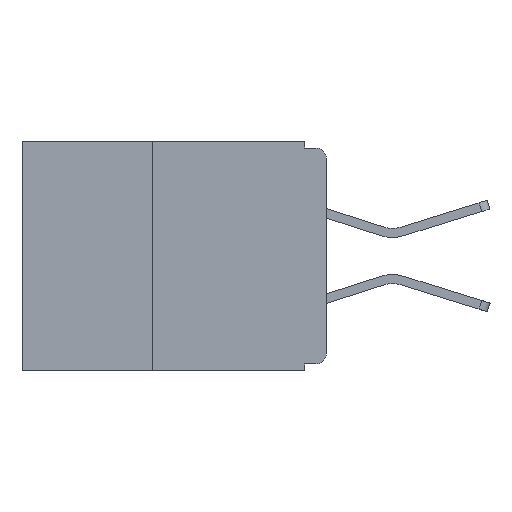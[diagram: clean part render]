
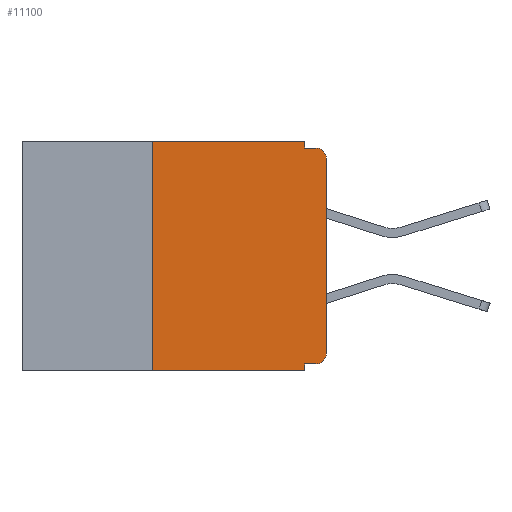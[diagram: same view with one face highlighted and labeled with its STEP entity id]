
A CAD part, left-side view. The second image highlights one B-rep face of the part: STEP entity #11100.
In plain terms, the highlighted planar face has unit normal (-1, 0, 0).
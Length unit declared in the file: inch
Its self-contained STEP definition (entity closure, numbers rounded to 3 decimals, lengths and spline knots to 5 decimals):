
#146 = DIRECTION ( 'NONE',  ( 0., -1., 0. ) ) ;
#149 = CARTESIAN_POINT ( 'NONE',  ( 0., 0.031, -0.33 ) ) ;
#532 = DIRECTION ( 'NONE',  ( 0., 0., -1. ) ) ;
#666 = CARTESIAN_POINT ( 'NONE',  ( 0., 0.015, -0.01 ) ) ;
#998 = VERTEX_POINT ( 'NONE', #12993 ) ;
#1049 = DIRECTION ( 'NONE',  ( 0., -1., 0. ) ) ;
#1121 = VERTEX_POINT ( 'NONE', #1620 ) ;
#1521 = LINE ( 'NONE', #4672, #3878 ) ;
#1620 = CARTESIAN_POINT ( 'NONE',  ( 0., 0.031, 0. ) ) ;
#2180 = DIRECTION ( 'NONE',  ( -1., 0., 0. ) ) ;
#2182 = DIRECTION ( 'NONE',  ( 0., 0., -1. ) ) ;
#2359 = EDGE_CURVE ( 'NONE', #8580, #8549, #11592, .T. ) ;
#2574 = VECTOR ( 'NONE', #12173, 39.37008 ) ;
#2586 = LINE ( 'NONE', #3560, #13314 ) ;
#2622 = CARTESIAN_POINT ( 'NONE',  ( 0., 0.25, -0.33 ) ) ;
#2824 = EDGE_CURVE ( 'NONE', #8549, #13134, #5481, .T. ) ;
#2844 = CARTESIAN_POINT ( 'NONE',  ( 0., 0.031, 0. ) ) ;
#2892 = CARTESIAN_POINT ( 'NONE',  ( 0., 0.25, 0. ) ) ;
#2910 = AXIS2_PLACEMENT_3D ( 'NONE', #9389, #3037, #10395 ) ;
#3037 = DIRECTION ( 'NONE',  ( -1., 0., 0. ) ) ;
#3268 = AXIS2_PLACEMENT_3D ( 'NONE', #6653, #9814, #3520 ) ;
#3520 = DIRECTION ( 'NONE',  ( 0., 0., -1. ) ) ;
#3560 = CARTESIAN_POINT ( 'NONE',  ( 0., 0., -0.32 ) ) ;
#3631 = DIRECTION ( 'NONE',  ( 0., 0., -1. ) ) ;
#3735 = FACE_OUTER_BOUND ( 'NONE', #5980, .T. ) ;
#3860 = ORIENTED_EDGE ( 'NONE', *, *, #2824, .T. ) ;
#3878 = VECTOR ( 'NONE', #146, 39.37008 ) ;
#3880 = VERTEX_POINT ( 'NONE', #9572 ) ;
#3970 = ORIENTED_EDGE ( 'NONE', *, *, #5303, .T. ) ;
#4003 = ORIENTED_EDGE ( 'NONE', *, *, #12852, .F. ) ;
#4013 = ORIENTED_EDGE ( 'NONE', *, *, #9588, .F. ) ;
#4026 = ORIENTED_EDGE ( 'NONE', *, *, #6691, .F. ) ;
#4054 = CARTESIAN_POINT ( 'NONE',  ( 0., 0., -0.025 ) ) ;
#4122 = ORIENTED_EDGE ( 'NONE', *, *, #8178, .F. ) ;
#4151 = VERTEX_POINT ( 'NONE', #9673 ) ;
#4152 = ORIENTED_EDGE ( 'NONE', *, *, #7499, .T. ) ;
#4195 = ORIENTED_EDGE ( 'NONE', *, *, #6817, .F. ) ;
#4259 = ORIENTED_EDGE ( 'NONE', *, *, #7422, .F. ) ;
#4325 = ORIENTED_EDGE ( 'NONE', *, *, #2359, .T. ) ;
#4629 = VECTOR ( 'NONE', #532, 39.37008 ) ;
#4672 = CARTESIAN_POINT ( 'NONE',  ( 0., 0., -0.01 ) ) ;
#5160 = LINE ( 'NONE', #7880, #7303 ) ;
#5303 = EDGE_CURVE ( 'NONE', #13134, #8335, #11183, .T. ) ;
#5481 = LINE ( 'NONE', #12143, #2574 ) ;
#5626 = AXIS2_PLACEMENT_3D ( 'NONE', #12088, #2180, #2182 ) ;
#5701 = DIRECTION ( 'NONE',  ( 0., 1., 0. ) ) ;
#5980 = EDGE_LOOP ( 'NONE', ( #3860, #3970, #4003, #4013, #4026, #4122, #4152, #4195, #4259, #4325 ) ) ;
#6559 = LINE ( 'NONE', #9684, #8995 ) ;
#6571 = CARTESIAN_POINT ( 'NONE',  ( 0., 0., -0.305 ) ) ;
#6653 = CARTESIAN_POINT ( 'NONE',  ( 0., 0.437, 0. ) ) ;
#6691 = EDGE_CURVE ( 'NONE', #9632, #1121, #6559, .T. ) ;
#6817 = EDGE_CURVE ( 'NONE', #998, #3880, #12750, .T. ) ;
#7142 = LINE ( 'NONE', #2622, #9561 ) ;
#7303 = VECTOR ( 'NONE', #11001, 39.37008 ) ;
#7422 = EDGE_CURVE ( 'NONE', #8580, #998, #2586, .T. ) ;
#7499 = EDGE_CURVE ( 'NONE', #4151, #3880, #5160, .T. ) ;
#7647 = CARTESIAN_POINT ( 'NONE',  ( 0., 0.015, -0.32 ) ) ;
#7721 = PLANE ( 'NONE',  #3268 ) ;
#7880 = CARTESIAN_POINT ( 'NONE',  ( 0., 0.437, -0.33 ) ) ;
#8178 = EDGE_CURVE ( 'NONE', #4151, #9632, #7142, .T. ) ;
#8335 = VERTEX_POINT ( 'NONE', #666 ) ;
#8549 = VERTEX_POINT ( 'NONE', #6571 ) ;
#8580 = VERTEX_POINT ( 'NONE', #7647 ) ;
#8995 = VECTOR ( 'NONE', #1049, 39.37008 ) ;
#9330 = VERTEX_POINT ( 'NONE', #9898 ) ;
#9389 = CARTESIAN_POINT ( 'NONE',  ( 0., 0.015, -0.025 ) ) ;
#9561 = VECTOR ( 'NONE', #11023, 39.37008 ) ;
#9572 = CARTESIAN_POINT ( 'NONE',  ( 0., 0.031, -0.33 ) ) ;
#9588 = EDGE_CURVE ( 'NONE', #1121, #9330, #9846, .T. ) ;
#9632 = VERTEX_POINT ( 'NONE', #2892 ) ;
#9673 = CARTESIAN_POINT ( 'NONE',  ( 0., 0.25, -0.33 ) ) ;
#9684 = CARTESIAN_POINT ( 'NONE',  ( 0., 0.437, 0. ) ) ;
#9814 = DIRECTION ( 'NONE',  ( 1., 0., 0. ) ) ;
#9846 = LINE ( 'NONE', #2844, #4629 ) ;
#9898 = CARTESIAN_POINT ( 'NONE',  ( 0., 0.031, -0.01 ) ) ;
#10094 = VECTOR ( 'NONE', #3631, 39.37008 ) ;
#10395 = DIRECTION ( 'NONE',  ( 0., 0., -1. ) ) ;
#11001 = DIRECTION ( 'NONE',  ( 0., -1., 0. ) ) ;
#11023 = DIRECTION ( 'NONE',  ( 0., 0., 1. ) ) ;
#11100 = ADVANCED_FACE ( 'NONE', ( #3735 ), #7721, .F. ) ;
#11183 = CIRCLE ( 'NONE', #2910, 0.015 ) ;
#11592 = CIRCLE ( 'NONE', #5626, 0.015 ) ;
#12088 = CARTESIAN_POINT ( 'NONE',  ( 0., 0.015, -0.305 ) ) ;
#12143 = CARTESIAN_POINT ( 'NONE',  ( 0., 0., 0. ) ) ;
#12173 = DIRECTION ( 'NONE',  ( 0., 0., 1. ) ) ;
#12750 = LINE ( 'NONE', #149, #10094 ) ;
#12852 = EDGE_CURVE ( 'NONE', #9330, #8335, #1521, .T. ) ;
#12993 = CARTESIAN_POINT ( 'NONE',  ( 0., 0.031, -0.32 ) ) ;
#13134 = VERTEX_POINT ( 'NONE', #4054 ) ;
#13314 = VECTOR ( 'NONE', #5701, 39.37008 ) ;
